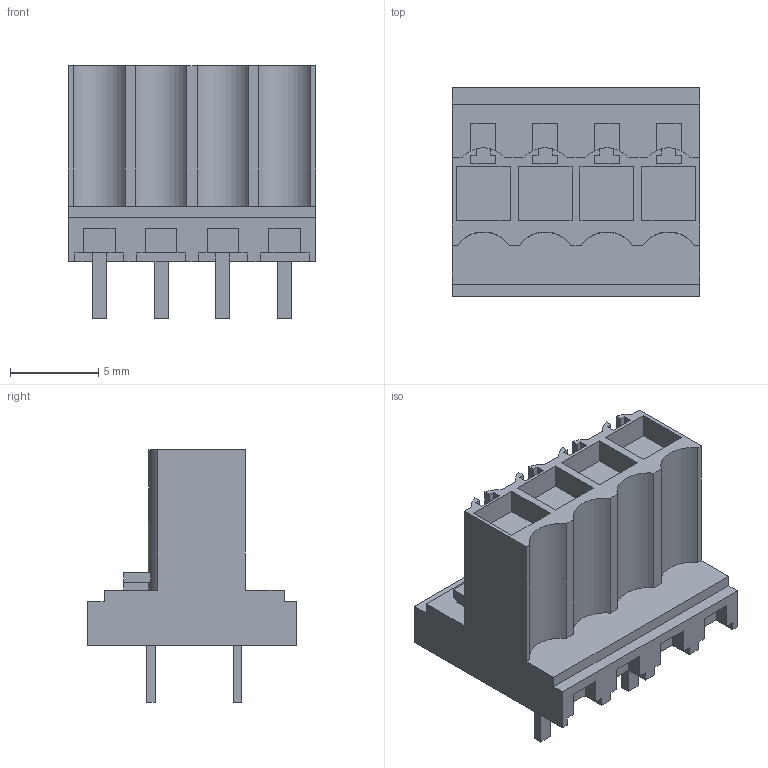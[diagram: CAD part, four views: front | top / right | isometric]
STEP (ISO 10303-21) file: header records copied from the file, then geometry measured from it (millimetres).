
FILE_DESCRIPTION(('CATIA V5 STEP Exchange','CAx-IF Rec.Pracs.--- Model Styling and Organization---1.2---2011-12-15'),'2;1');
FILE_NAME ('D1451602_0_1376330000_1376330000.stp','2017-04-29T07:13:36+00:00',('none'),('Weidmueller'),'CATIA Version 5-6 Release 2014','CATIA V5 STEP AP214','none');
FILE_SCHEMA(('AUTOMOTIVE_DESIGN { 1 0 10303 214 1 1 1 1 }'));
Length unit declared in the file: millimetre
Products named in the file (1): 1376330000
Bounding box: 14 x 11.85 x 14.3 mm (x, y, z)
Volume: 907.4 mm3; surface area: 1057.7 mm2
Topology: 5 solids, 5 shells, 202 faces, 582 edges, 394 vertices
Faces by surface type: plane 194, cylinder 8
Entity records: 6215 total; most frequent: ORIENTED_EDGE 1164, CARTESIAN_POINT 1115, DIRECTION 858, EDGE_CURVE 582, VECTOR 542, LINE 542, VERTEX_POINT 394, EDGE_LOOP 206
